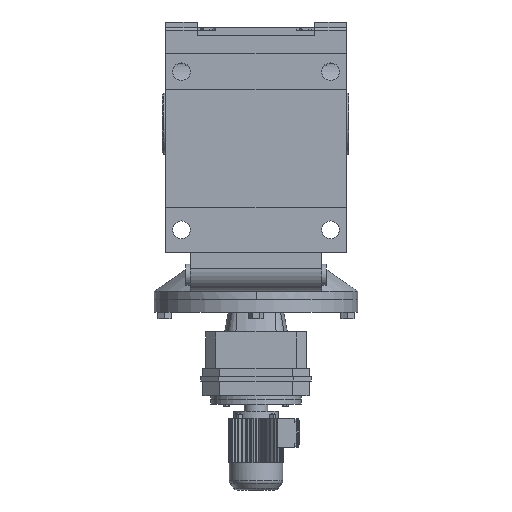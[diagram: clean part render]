
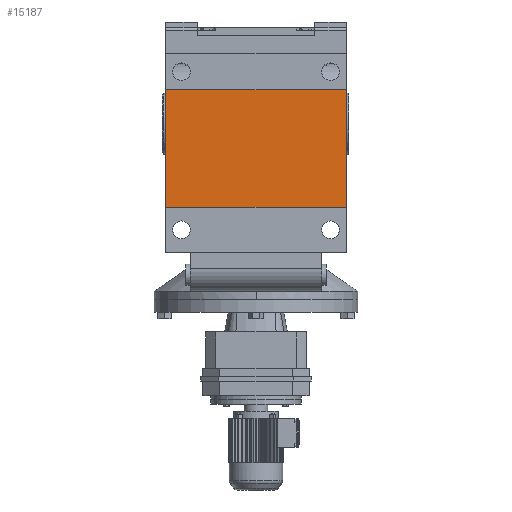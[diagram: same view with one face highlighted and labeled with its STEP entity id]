
A CAD part, front view. The second image highlights one B-rep face of the part: STEP entity #15187.
In plain terms, the highlighted planar face has unit normal (0, -1, 0).
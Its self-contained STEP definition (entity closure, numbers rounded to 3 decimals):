
#5494 = PLANE('',#5495);
#5495 = AXIS2_PLACEMENT_3D('',#5496,#5497,#5498);
#5496 = CARTESIAN_POINT('',(200.,-311.875,175.));
#5497 = DIRECTION('',(1.,0.,0.));
#5498 = DIRECTION('',(0.,0.,-1.));
#5771 = PLANE('',#5772);
#5772 = AXIS2_PLACEMENT_3D('',#5773,#5774,#5775);
#5773 = CARTESIAN_POINT('',(-200.,-311.875,175.));
#5774 = DIRECTION('',(1.,0.,0.));
#5775 = DIRECTION('',(0.,0.,-1.));
#9556 = VERTEX_POINT('',#9557);
#9557 = CARTESIAN_POINT('',(200.,-361.875,75.));
#9571 = PLANE('',#9572);
#9572 = AXIS2_PLACEMENT_3D('',#9573,#9574,#9575);
#9573 = CARTESIAN_POINT('',(200.,-361.875,75.));
#9574 = DIRECTION('',(0.,0.,1.));
#9575 = DIRECTION('',(1.,0.,0.));
#9583 = EDGE_CURVE('',#9556,#9584,#9586,.T.);
#9584 = VERTEX_POINT('',#9585);
#9585 = CARTESIAN_POINT('',(200.,-361.875,-185.));
#9586 = SURFACE_CURVE('',#9587,(#9591,#9598),.PCURVE_S1.);
#9587 = LINE('',#9588,#9589);
#9588 = CARTESIAN_POINT('',(200.,-361.875,75.));
#9589 = VECTOR('',#9590,1.);
#9590 = DIRECTION('',(0.,0.,-1.));
#9591 = PCURVE('',#5494,#9592);
#9592 = DEFINITIONAL_REPRESENTATION('',(#9593),#9597);
#9593 = LINE('',#9594,#9595);
#9594 = CARTESIAN_POINT('',(100.,-50.));
#9595 = VECTOR('',#9596,1.);
#9596 = DIRECTION('',(1.,0.));
#9597 = ( GEOMETRIC_REPRESENTATION_CONTEXT(2) 
PARAMETRIC_REPRESENTATION_CONTEXT() REPRESENTATION_CONTEXT('2D SPACE',''
  ) );
#9598 = PCURVE('',#9599,#9604);
#9599 = PLANE('',#9600);
#9600 = AXIS2_PLACEMENT_3D('',#9601,#9602,#9603);
#9601 = CARTESIAN_POINT('',(145.5,-361.875,180.));
#9602 = DIRECTION('',(0.,1.,0.));
#9603 = DIRECTION('',(0.,0.,1.));
#9604 = DEFINITIONAL_REPRESENTATION('',(#9605),#9609);
#9605 = LINE('',#9606,#9607);
#9606 = CARTESIAN_POINT('',(-105.,54.5));
#9607 = VECTOR('',#9608,1.);
#9608 = DIRECTION('',(-1.,0.));
#9609 = ( GEOMETRIC_REPRESENTATION_CONTEXT(2) 
PARAMETRIC_REPRESENTATION_CONTEXT() REPRESENTATION_CONTEXT('2D SPACE',''
  ) );
#9627 = PLANE('',#9628);
#9628 = AXIS2_PLACEMENT_3D('',#9629,#9630,#9631);
#9629 = CARTESIAN_POINT('',(200.,-361.875,-185.));
#9630 = DIRECTION('',(0.,0.,-1.));
#9631 = DIRECTION('',(-1.,0.,0.));
#10269 = VERTEX_POINT('',#10270);
#10270 = CARTESIAN_POINT('',(-200.,-361.875,-185.));
#10291 = EDGE_CURVE('',#10292,#10269,#10294,.T.);
#10292 = VERTEX_POINT('',#10293);
#10293 = CARTESIAN_POINT('',(-200.,-361.875,75.));
#10294 = SURFACE_CURVE('',#10295,(#10299,#10306),.PCURVE_S1.);
#10295 = LINE('',#10296,#10297);
#10296 = CARTESIAN_POINT('',(-200.,-361.875,75.));
#10297 = VECTOR('',#10298,1.);
#10298 = DIRECTION('',(0.,0.,-1.));
#10299 = PCURVE('',#5771,#10300);
#10300 = DEFINITIONAL_REPRESENTATION('',(#10301),#10305);
#10301 = LINE('',#10302,#10303);
#10302 = CARTESIAN_POINT('',(100.,-50.));
#10303 = VECTOR('',#10304,1.);
#10304 = DIRECTION('',(1.,0.));
#10305 = ( GEOMETRIC_REPRESENTATION_CONTEXT(2) 
PARAMETRIC_REPRESENTATION_CONTEXT() REPRESENTATION_CONTEXT('2D SPACE',''
  ) );
#10306 = PCURVE('',#9599,#10307);
#10307 = DEFINITIONAL_REPRESENTATION('',(#10308),#10312);
#10308 = LINE('',#10309,#10310);
#10309 = CARTESIAN_POINT('',(-105.,-345.5));
#10310 = VECTOR('',#10311,1.);
#10311 = DIRECTION('',(-1.,0.));
#10312 = ( GEOMETRIC_REPRESENTATION_CONTEXT(2) 
PARAMETRIC_REPRESENTATION_CONTEXT() REPRESENTATION_CONTEXT('2D SPACE',''
  ) );
#14777 = EDGE_CURVE('',#9584,#10269,#14778,.T.);
#14778 = SURFACE_CURVE('',#14779,(#14783,#14790),.PCURVE_S1.);
#14779 = LINE('',#14780,#14781);
#14780 = CARTESIAN_POINT('',(200.,-361.875,-185.));
#14781 = VECTOR('',#14782,1.);
#14782 = DIRECTION('',(-1.,0.,0.));
#14783 = PCURVE('',#9627,#14784);
#14784 = DEFINITIONAL_REPRESENTATION('',(#14785),#14789);
#14785 = LINE('',#14786,#14787);
#14786 = CARTESIAN_POINT('',(0.,0.));
#14787 = VECTOR('',#14788,1.);
#14788 = DIRECTION('',(1.,0.));
#14789 = ( GEOMETRIC_REPRESENTATION_CONTEXT(2) 
PARAMETRIC_REPRESENTATION_CONTEXT() REPRESENTATION_CONTEXT('2D SPACE',''
  ) );
#14790 = PCURVE('',#9599,#14791);
#14791 = DEFINITIONAL_REPRESENTATION('',(#14792),#14796);
#14792 = LINE('',#14793,#14794);
#14793 = CARTESIAN_POINT('',(-365.,54.5));
#14794 = VECTOR('',#14795,1.);
#14795 = DIRECTION('',(0.,-1.));
#14796 = ( GEOMETRIC_REPRESENTATION_CONTEXT(2) 
PARAMETRIC_REPRESENTATION_CONTEXT() REPRESENTATION_CONTEXT('2D SPACE',''
  ) );
#15187 = ADVANCED_FACE('',(#15188),#9599,.F.);
#15188 = FACE_BOUND('',#15189,.T.);
#15189 = EDGE_LOOP('',(#15190,#15211,#15212,#15213));
#15190 = ORIENTED_EDGE('',*,*,#15191,.T.);
#15191 = EDGE_CURVE('',#9556,#10292,#15192,.T.);
#15192 = SURFACE_CURVE('',#15193,(#15197,#15204),.PCURVE_S1.);
#15193 = LINE('',#15194,#15195);
#15194 = CARTESIAN_POINT('',(200.,-361.875,75.));
#15195 = VECTOR('',#15196,1.);
#15196 = DIRECTION('',(-1.,0.,0.));
#15197 = PCURVE('',#9599,#15198);
#15198 = DEFINITIONAL_REPRESENTATION('',(#15199),#15203);
#15199 = LINE('',#15200,#15201);
#15200 = CARTESIAN_POINT('',(-105.,54.5));
#15201 = VECTOR('',#15202,1.);
#15202 = DIRECTION('',(0.,-1.));
#15203 = ( GEOMETRIC_REPRESENTATION_CONTEXT(2) 
PARAMETRIC_REPRESENTATION_CONTEXT() REPRESENTATION_CONTEXT('2D SPACE',''
  ) );
#15204 = PCURVE('',#9571,#15205);
#15205 = DEFINITIONAL_REPRESENTATION('',(#15206),#15210);
#15206 = LINE('',#15207,#15208);
#15207 = CARTESIAN_POINT('',(0.,0.));
#15208 = VECTOR('',#15209,1.);
#15209 = DIRECTION('',(-1.,0.));
#15210 = ( GEOMETRIC_REPRESENTATION_CONTEXT(2) 
PARAMETRIC_REPRESENTATION_CONTEXT() REPRESENTATION_CONTEXT('2D SPACE',''
  ) );
#15211 = ORIENTED_EDGE('',*,*,#10291,.T.);
#15212 = ORIENTED_EDGE('',*,*,#14777,.F.);
#15213 = ORIENTED_EDGE('',*,*,#9583,.F.);
